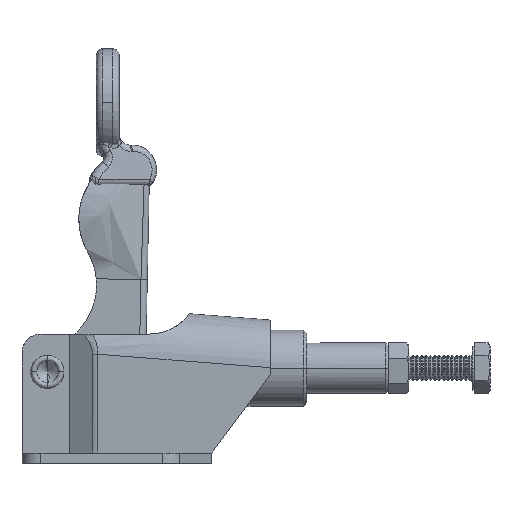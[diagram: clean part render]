
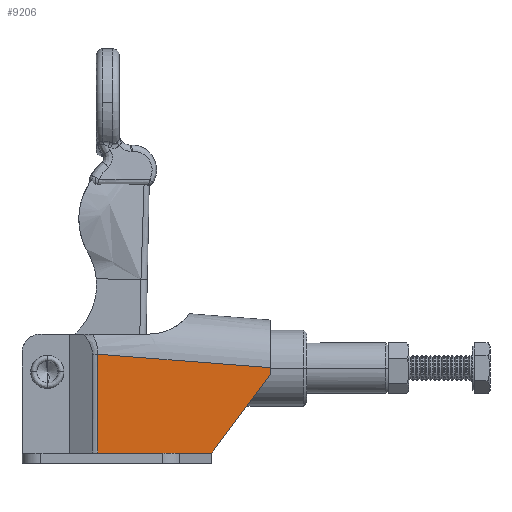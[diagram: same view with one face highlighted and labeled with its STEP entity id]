
A CAD part, left-side view. The second image highlights one B-rep face of the part: STEP entity #9206.
In plain terms, the highlighted free-form (B-spline) face has degree [1, 1] with [2, 2] control points.
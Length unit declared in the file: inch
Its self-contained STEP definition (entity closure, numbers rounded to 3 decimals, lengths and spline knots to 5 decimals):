
#7034=EDGE_CURVE('',#14884,#15146,#20215,.T.);
#9206=ADVANCED_FACE('',(#22493),#22494,.F.);
#9654=EDGE_CURVE('',#15281,#14884,#22970,.T.);
#11054=EDGE_CURVE('',#18511,#12783,#24434,.T.);
#12783=VERTEX_POINT('',#26251);
#12854=EDGE_CURVE('',#15146,#18511,#26328,.T.);
#14884=VERTEX_POINT('',#28488);
#15146=VERTEX_POINT('',#28760);
#15281=VERTEX_POINT('',#28901);
#17843=EDGE_CURVE('',#12783,#15281,#31610,.T.);
#18511=VERTEX_POINT('',#32318);
#20215=LINE('',#35346,#35347);
#22493=FACE_OUTER_BOUND('',#40613,.T.);
#22494=B_SPLINE_SURFACE_WITH_KNOTS('',1,1,((#40614,#40615),(#40616,#40617)),.UNSPECIFIED.,.F.,.F.,.F.,(2,2),(2,2),(0.0,1.0),(0.0,1.0),.UNSPECIFIED.);
#22970=LINE('',#43155,#43156);
#24434=LINE('',#46687,#46688);
#26251=CARTESIAN_POINT('',(-0.29921,-0.95472,0.55118));
#26328=LINE('',#51991,#51992);
#28488=CARTESIAN_POINT('',(-0.29921,0.11973,0.06299));
#28760=CARTESIAN_POINT('',(-0.29921,0.11973,0.67753));
#28901=CARTESIAN_POINT('',(-0.29921,-0.59055,0.06299));
#31610=LINE('',#66486,#66487);
#32318=CARTESIAN_POINT('',(-0.29921,-0.95472,0.59359));
#35346=CARTESIAN_POINT('',(-0.29921,0.11973,0.06299));
#35347=VECTOR('',#70901,0.61454);
#40613=EDGE_LOOP('',(#73331,#73332,#73333,#73334,#73335));
#40614=CARTESIAN_POINT('',(-0.29921,-0.95472,0.06299));
#40615=CARTESIAN_POINT('',(-0.29921,-0.95472,0.67753));
#40616=CARTESIAN_POINT('',(-0.29921,0.11973,0.06299));
#40617=CARTESIAN_POINT('',(-0.29921,0.11973,0.67753));
#43155=CARTESIAN_POINT('',(-0.29921,-0.59055,0.06299));
#43156=VECTOR('',#73875,0.71028);
#46687=CARTESIAN_POINT('',(-0.29921,-0.95472,0.59359));
#46688=VECTOR('',#75320,0.04241);
#51991=CARTESIAN_POINT('',(-0.29921,0.11973,0.67753));
#51992=VECTOR('',#77303,1.07773);
#66486=CARTESIAN_POINT('',(-0.29921,-0.95472,0.55118));
#66487=VECTOR('',#83157,0.60906);
#70901=DIRECTION('',(0.,0.,1.0));
#73331=ORIENTED_EDGE('',*,*,#11054,.F.);
#73332=ORIENTED_EDGE('',*,*,#12854,.F.);
#73333=ORIENTED_EDGE('',*,*,#7034,.F.);
#73334=ORIENTED_EDGE('',*,*,#9654,.F.);
#73335=ORIENTED_EDGE('',*,*,#17843,.F.);
#73875=DIRECTION('',(0.,1.0,0.0));
#75320=DIRECTION('',(0.,0.,-1.0));
#77303=DIRECTION('',(0.,-0.997,-0.078));
#83157=DIRECTION('',(0.,0.598,-0.802));
